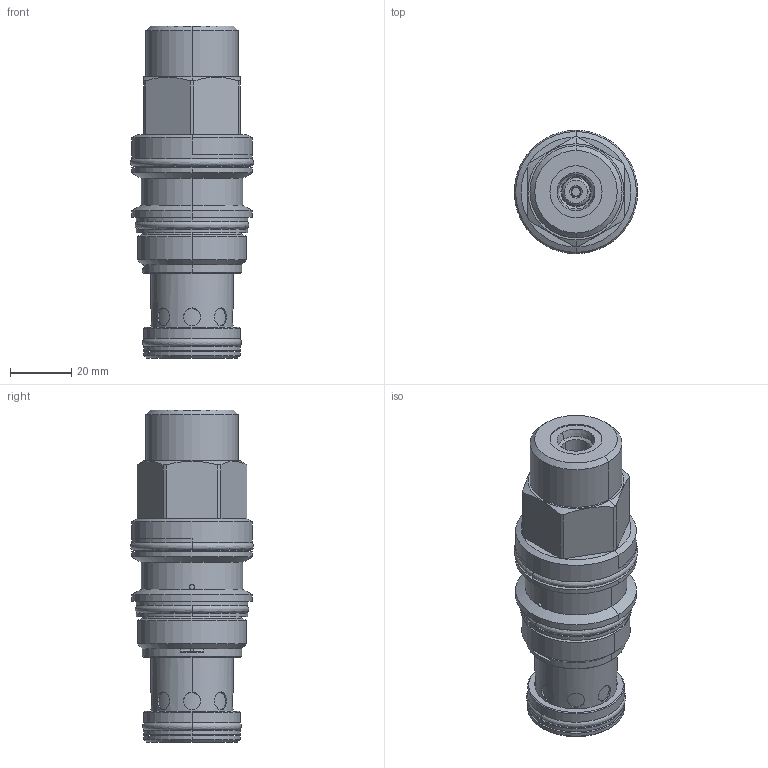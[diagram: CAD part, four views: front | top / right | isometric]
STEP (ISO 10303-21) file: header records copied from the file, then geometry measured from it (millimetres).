
FILE_DESCRIPTION((''),'2;1');
FILE_NAME('DKHDEHN_SW','2022-06-16T10:57:07',('Alaing'),(''),'CREO PARAMETRIC BY PTC INC, 2021072','CREO PARAMETRIC BY PTC INC, 2021072','');
FILE_SCHEMA(('AUTOMOTIVE_DESIGN { 1 0 10303 214 1 1 1 1 }'));
Length unit declared in the file: inch
Products named in the file (1): DKHDEHN_SW
Bounding box: 40.36 x 40.36 x 108.74 mm (x, y, z)
Volume: 86899.9 mm3; surface area: 29972.7 mm2
Topology: 3 solids, 5 shells, 236 faces, 513 edges, 310 vertices
Faces by surface type: cylinder 109, cone 50, plane 44, torus 23, revolution 10
Entity records: 9465 total; most frequent: CARTESIAN_POINT 2417, DIRECTION 1171, ORIENTED_EDGE 1026, EDGE_CURVE 513, AXIS2_PLACEMENT_3D 497, VERTEX_POINT 310, EDGE_LOOP 271, CIRCLE 271
